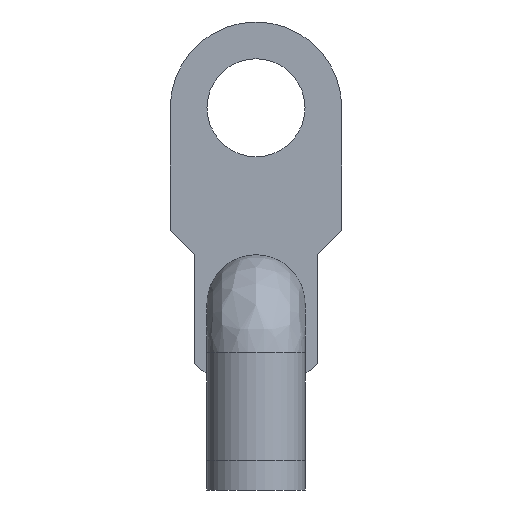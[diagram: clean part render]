
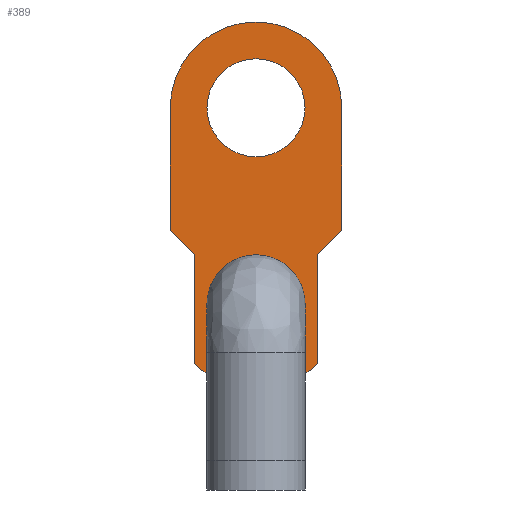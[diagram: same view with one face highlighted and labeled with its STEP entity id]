
A CAD part, left-side view. The second image highlights one B-rep face of the part: STEP entity #389.
In plain terms, the highlighted planar face has unit normal (-1, 0, 0).
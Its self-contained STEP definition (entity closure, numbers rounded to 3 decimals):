
#1=CARTESIAN_POINT('',(10.,0.,0.));
#2=DIRECTION('',(1.,0.,0.));
#3=DIRECTION('',(0.,1.,0.));
#4=AXIS2_PLACEMENT_3D('',#1,#2,#3);
#11=CARTESIAN_POINT('',(10.,0.,4.));
#12=DIRECTION('',(-1.,0.,0.));
#13=DIRECTION('',(0.,0.,-1.));
#14=AXIS2_PLACEMENT_3D('',#11,#12,#13);
#16=CARTESIAN_POINT('',(10.,0.,4.));
#17=DIRECTION('',(-1.,0.,0.));
#18=DIRECTION('',(0.,0.,1.));
#19=AXIS2_PLACEMENT_3D('',#16,#17,#18);
#21=DIRECTION('',(0.,-0.707,-0.707));
#22=VECTOR('',#21,0.707);
#23=CARTESIAN_POINT('',(10.,1.75,1.5));
#24=LINE('',#23,#22);
#25=DIRECTION('',(0.,0.,1.));
#26=VECTOR('',#25,2.5);
#27=CARTESIAN_POINT('',(10.,1.75,1.5));
#28=LINE('',#27,#26);
#29=CARTESIAN_POINT('',(10.,0.,4.));
#30=DIRECTION('',(1.,0.,0.));
#31=DIRECTION('',(0.,1.,0.));
#32=AXIS2_PLACEMENT_3D('',#29,#30,#31);
#34=DIRECTION('',(0.,0.,-1.));
#35=VECTOR('',#34,2.5);
#36=CARTESIAN_POINT('',(10.,-1.75,4.));
#37=LINE('',#36,#35);
#38=DIRECTION('',(0.,-0.707,0.707));
#39=VECTOR('',#38,0.707);
#40=CARTESIAN_POINT('',(10.,-1.25,1.));
#41=LINE('',#40,#39);
#42=DIRECTION('',(0.,0.,-1.));
#43=VECTOR('',#42,2.225);
#44=CARTESIAN_POINT('',(10.,-1.25,1.));
#45=LINE('',#44,#43);
#46=CARTESIAN_POINT('',(10.,0.,0.));
#47=DIRECTION('',(1.,0.,0.));
#48=DIRECTION('',(0.,-0.714,-0.7));
#49=AXIS2_PLACEMENT_3D('',#46,#47,#48);
#51=DIRECTION('',(0.,0.,1.));
#52=VECTOR('',#51,2.225);
#53=CARTESIAN_POINT('',(10.,1.25,-1.225));
#54=LINE('',#53,#52);
#139=CARTESIAN_POINT('',(10.,0.,0.));
#140=DIRECTION('',(1.,0.,0.));
#141=DIRECTION('',(0.,-1.,0.));
#142=AXIS2_PLACEMENT_3D('',#139,#140,#141);
#295=CARTESIAN_POINT('',(10.,0.,3.));
#296=CARTESIAN_POINT('',(10.,0.,5.));
#297=VERTEX_POINT('',#295);
#298=VERTEX_POINT('',#296);
#299=CARTESIAN_POINT('',(10.,1.75,4.));
#300=CARTESIAN_POINT('',(10.,-1.75,4.));
#301=VERTEX_POINT('',#299);
#302=VERTEX_POINT('',#300);
#311=CARTESIAN_POINT('',(10.,1.,0.));
#312=CARTESIAN_POINT('',(10.,-1.,0.));
#313=VERTEX_POINT('',#311);
#314=VERTEX_POINT('',#312);
#315=CARTESIAN_POINT('',(10.,1.25,-1.225));
#317=VERTEX_POINT('',#315);
#319=CARTESIAN_POINT('',(10.,-1.25,-1.225));
#321=VERTEX_POINT('',#319);
#323=CARTESIAN_POINT('',(10.,1.75,1.5));
#324=CARTESIAN_POINT('',(10.,1.25,1.));
#325=VERTEX_POINT('',#323);
#326=VERTEX_POINT('',#324);
#335=CARTESIAN_POINT('',(10.,-1.25,1.));
#336=VERTEX_POINT('',#335);
#337=CARTESIAN_POINT('',(10.,-1.75,1.5));
#338=VERTEX_POINT('',#337);
#355=CARTESIAN_POINT('',(10.,0.,0.));
#356=DIRECTION('',(1.,0.,0.));
#357=DIRECTION('',(0.,0.,-1.));
#358=AXIS2_PLACEMENT_3D('',#355,#356,#357);
#359=PLANE('',#358);
#361=ORIENTED_EDGE('',*,*,#360,.F.);
#363=ORIENTED_EDGE('',*,*,#362,.T.);
#365=ORIENTED_EDGE('',*,*,#364,.T.);
#367=ORIENTED_EDGE('',*,*,#366,.T.);
#369=ORIENTED_EDGE('',*,*,#368,.F.);
#371=ORIENTED_EDGE('',*,*,#370,.T.);
#373=ORIENTED_EDGE('',*,*,#372,.T.);
#375=ORIENTED_EDGE('',*,*,#374,.T.);
#376=EDGE_LOOP('',(#361,#363,#365,#367,#369,#371,#373,#375));
#377=FACE_OUTER_BOUND('',#376,.F.);
#378=ORIENTED_EDGE('',*,*,#344,.F.);
#380=ORIENTED_EDGE('',*,*,#379,.F.);
#381=EDGE_LOOP('',(#378,#380));
#382=FACE_BOUND('',#381,.F.);
#384=ORIENTED_EDGE('',*,*,#383,.T.);
#386=ORIENTED_EDGE('',*,*,#385,.T.);
#387=EDGE_LOOP('',(#384,#386));
#388=FACE_BOUND('',#387,.F.);
#389=ADVANCED_FACE('',(#377,#382,#388),#359,.F.);
#5=CIRCLE('',#4,1.);
#15=CIRCLE('',#14,1.);
#20=CIRCLE('',#19,1.);
#33=CIRCLE('',#32,1.75);
#50=CIRCLE('',#49,1.75);
#143=CIRCLE('',#142,1.);
#344=EDGE_CURVE('',#313,#314,#5,.T.);
#360=EDGE_CURVE('',#325,#326,#24,.T.);
#362=EDGE_CURVE('',#325,#301,#28,.T.);
#364=EDGE_CURVE('',#301,#302,#33,.T.);
#366=EDGE_CURVE('',#302,#338,#37,.T.);
#368=EDGE_CURVE('',#336,#338,#41,.T.);
#370=EDGE_CURVE('',#336,#321,#45,.T.);
#372=EDGE_CURVE('',#321,#317,#50,.T.);
#374=EDGE_CURVE('',#317,#326,#54,.T.);
#379=EDGE_CURVE('',#314,#313,#143,.T.);
#383=EDGE_CURVE('',#297,#298,#15,.T.);
#385=EDGE_CURVE('',#298,#297,#20,.T.);
